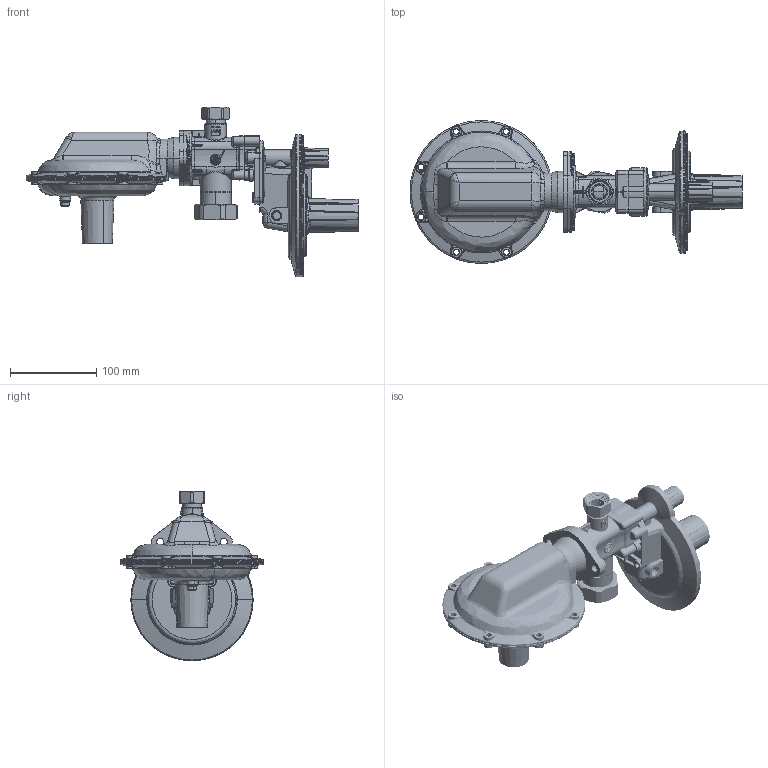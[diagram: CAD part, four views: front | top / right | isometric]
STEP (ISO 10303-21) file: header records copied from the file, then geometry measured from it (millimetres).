
FILE_DESCRIPTION (( 'STEP AP203' ), '1' );
FILE_NAME ('ﾐﾄﾃﾊ-10ﾌ.STEP', '2019-10-22T11:25:45', ( '' ), ( '' ), 'SwSTEP 2.0', 'SolidWorks 2018', '' );
FILE_SCHEMA (( 'CONFIG_CONTROL_DESIGN' ));
Length unit declared in the file: millimetre
Products named in the file (1): ﾐﾄﾃﾊ-10ﾌ
Bounding box: 386 x 166 x 197 mm (x, y, z)
Volume: 957126.3 mm3; surface area: 315289.3 mm2
Topology: 11 solids, 11 shells, 4717 faces, 11369 edges, 6493 vertices
Faces by surface type: bspline 2551, cylinder 1251, plane 624, cone 291
Entity records: 220352 total; most frequent: CARTESIAN_POINT 127679, ORIENTED_EDGE 22144, DIRECTION 16205, EDGE_CURVE 11072, AXIS2_PLACEMENT_3D 6745, VERTEX_POINT 6489, EDGE_LOOP 4921, ADVANCED_FACE 4715
